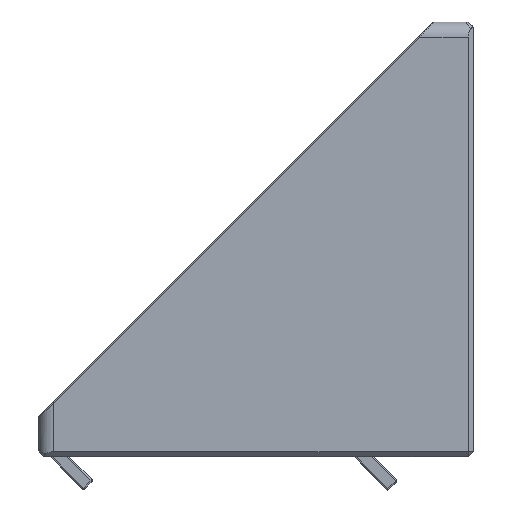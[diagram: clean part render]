
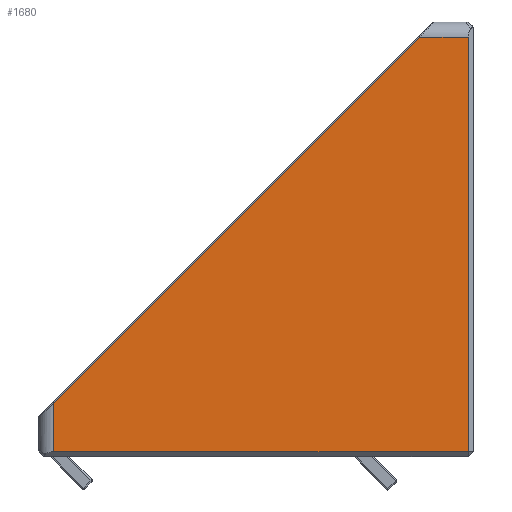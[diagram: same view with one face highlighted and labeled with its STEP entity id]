
A CAD part, left-side view. The second image highlights one B-rep face of the part: STEP entity #1680.
In plain terms, the highlighted planar face has unit normal (-1, 0, 0).
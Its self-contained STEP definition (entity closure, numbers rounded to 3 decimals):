
#81 = EDGE_CURVE ( 'NONE', #1612, #6687, #735, .T. ) ;
#265 = EDGE_LOOP ( 'NONE', ( #5552, #6087, #5414, #5666, #1514 ) ) ;
#735 = LINE ( 'NONE', #6163, #1460 ) ;
#806 = VECTOR ( 'NONE', #1595, 1000. ) ;
#871 = VECTOR ( 'NONE', #5145, 1000. ) ;
#998 = VERTEX_POINT ( 'NONE', #1971 ) ;
#1223 = LINE ( 'NONE', #3256, #806 ) ;
#1460 = VECTOR ( 'NONE', #2908, 1000. ) ;
#1514 = ORIENTED_EDGE ( 'NONE', *, *, #5448, .T. ) ;
#1595 = DIRECTION ( 'NONE',  ( 0., 1., 0. ) ) ;
#1612 = VERTEX_POINT ( 'NONE', #3633 ) ;
#1680 = ADVANCED_FACE ( 'NONE', ( #6289 ), #2079, .T. ) ;
#1848 = LINE ( 'NONE', #6827, #871 ) ;
#1851 = VECTOR ( 'NONE', #5550, 1000. ) ;
#1971 = CARTESIAN_POINT ( 'NONE',  ( -29., -27.8, -56.3 ) ) ;
#2079 = PLANE ( 'NONE',  #6443 ) ;
#2478 = CARTESIAN_POINT ( 'NONE',  ( -29., 26.5, -49.983 ) ) ;
#2868 = LINE ( 'NONE', #4522, #3216 ) ;
#2908 = DIRECTION ( 'NONE',  ( 0., 0.707, -0.707 ) ) ;
#3206 = VERTEX_POINT ( 'NONE', #5885 ) ;
#3216 = VECTOR ( 'NONE', #4500, 1000. ) ;
#3256 = CARTESIAN_POINT ( 'NONE',  ( -29., 28.5, -2. ) ) ;
#3379 = EDGE_CURVE ( 'NONE', #6888, #1612, #1223, .T. ) ;
#3633 = CARTESIAN_POINT ( 'NONE',  ( -29., -21.483, -2. ) ) ;
#3821 = CARTESIAN_POINT ( 'NONE',  ( -29., -27.8, -57. ) ) ;
#3823 = CARTESIAN_POINT ( 'NONE',  ( -29., -27.8, -2. ) ) ;
#4500 = DIRECTION ( 'NONE',  ( 0., 0., -1. ) ) ;
#4522 = CARTESIAN_POINT ( 'NONE',  ( -29., 26.5, -57. ) ) ;
#4663 = EDGE_CURVE ( 'NONE', #3206, #998, #1848, .T. ) ;
#4832 = DIRECTION ( 'NONE',  ( -1., 0., 0. ) ) ;
#4852 = DIRECTION ( 'NONE',  ( 0., 0., 1. ) ) ;
#4933 = EDGE_CURVE ( 'NONE', #6687, #3206, #2868, .T. ) ;
#5145 = DIRECTION ( 'NONE',  ( 0., -1., 0. ) ) ;
#5414 = ORIENTED_EDGE ( 'NONE', *, *, #4933, .T. ) ;
#5448 = EDGE_CURVE ( 'NONE', #998, #6888, #5658, .T. ) ;
#5550 = DIRECTION ( 'NONE',  ( 0., 0., 1. ) ) ;
#5552 = ORIENTED_EDGE ( 'NONE', *, *, #3379, .T. ) ;
#5658 = LINE ( 'NONE', #3821, #1851 ) ;
#5666 = ORIENTED_EDGE ( 'NONE', *, *, #4663, .T. ) ;
#5885 = CARTESIAN_POINT ( 'NONE',  ( -29., 26.5, -56.3 ) ) ;
#5893 = CARTESIAN_POINT ( 'NONE',  ( -29., 28.5, -57. ) ) ;
#6087 = ORIENTED_EDGE ( 'NONE', *, *, #81, .T. ) ;
#6163 = CARTESIAN_POINT ( 'NONE',  ( -29., 31.009, -54.491 ) ) ;
#6289 = FACE_OUTER_BOUND ( 'NONE', #265, .T. ) ;
#6443 = AXIS2_PLACEMENT_3D ( 'NONE', #5893, #4832, #4852 ) ;
#6687 = VERTEX_POINT ( 'NONE', #2478 ) ;
#6827 = CARTESIAN_POINT ( 'NONE',  ( -29., -28.5, -56.3 ) ) ;
#6888 = VERTEX_POINT ( 'NONE', #3823 ) ;
